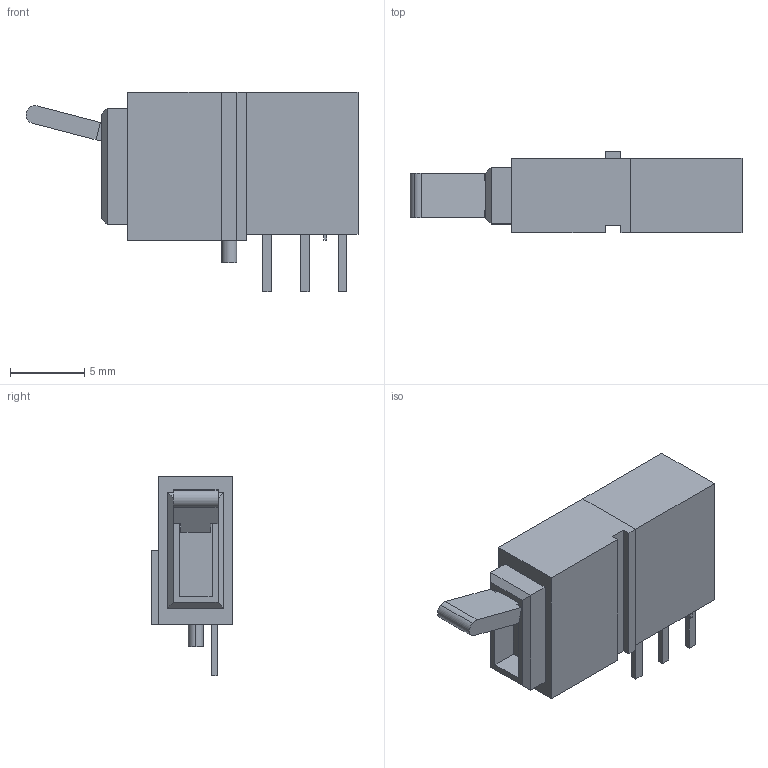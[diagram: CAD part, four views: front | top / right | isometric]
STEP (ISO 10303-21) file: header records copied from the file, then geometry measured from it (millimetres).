
FILE_DESCRIPTION((''),'2;1');
FILE_NAME('SW_MENTOR_1850.stp','2009-08-27T15:36:40',(''),(''),'Mechanical Desktop 2006','Mechanical Desktop 2006',', , ');
FILE_SCHEMA(('AUTOMOTIVE_DESIGN { 1 2 10303 214 0 1 1 1 }'));
Length unit declared in the file: millimetre
Products named in the file (1): Product
Bounding box: 22.31 x 5.5 x 13.4 mm (x, y, z)
Volume: 807.3 mm3; surface area: 874.2 mm2
Topology: 10 solids, 10 shells, 75 faces, 161 edges, 106 vertices
Faces by surface type: plane 71, cylinder 4
Entity records: 2038 total; most frequent: CARTESIAN_POINT 343, ORIENTED_EDGE 322, DIRECTION 321, EDGE_CURVE 161, VECTOR 153, LINE 153, VERTEX_POINT 106, AXIS2_PLACEMENT_3D 84
